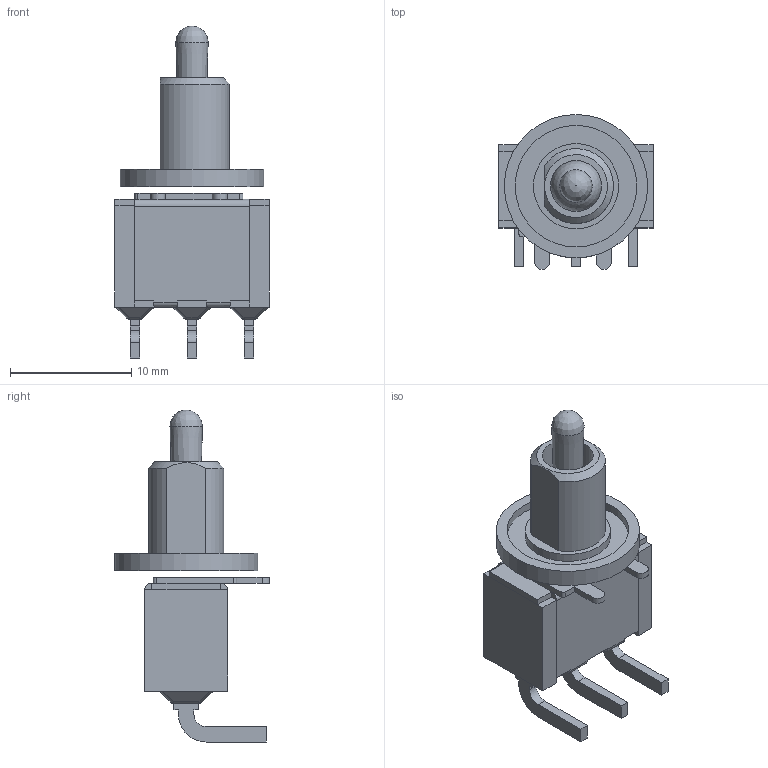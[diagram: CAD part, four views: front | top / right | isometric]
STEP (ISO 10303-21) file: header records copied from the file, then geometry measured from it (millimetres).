
FILE_DESCRIPTION(/* description */ (''),/* implementation_level */ '2;1');
FILE_NAME(/* name */ '100SPxT2B9M6xE.stp',/* time_stamp */ '2025-05-01T09:02:28-05:00',/* author */ ('mroman'),/* organization */ (''),/* preprocessor_version */ 'ST-DEVELOPER v18.1',/* originating_system */ 'Autodesk Inventor 2022',/* authorisation */ '');
FILE_SCHEMA (('AUTOMOTIVE_DESIGN { 1 0 10303 214 3 1 1 }'));
Length unit declared in the file: inch
Products named in the file (1): 100SPxT2B9M6xE
Bounding box: 12.7 x 12.76 x 27.34 mm (x, y, z)
Volume: 1159.9 mm3; surface area: 1386.2 mm2
Topology: 3 solids, 9 shells, 254 faces, 626 edges, 376 vertices
Faces by surface type: plane 181, cylinder 56, sphere 14, cone 2, bspline 1
Full cylindrical faces by diameter (mm): 4.2 x2, 7.01 x1, 10.01 x1, 11.81 x1
Entity records: 7339 total; most frequent: CARTESIAN_POINT 1290, DIRECTION 1254, ORIENTED_EDGE 1226, EDGE_CURVE 613, LINE 478, VECTOR 478, AXIS2_PLACEMENT_3D 388, VERTEX_POINT 376
